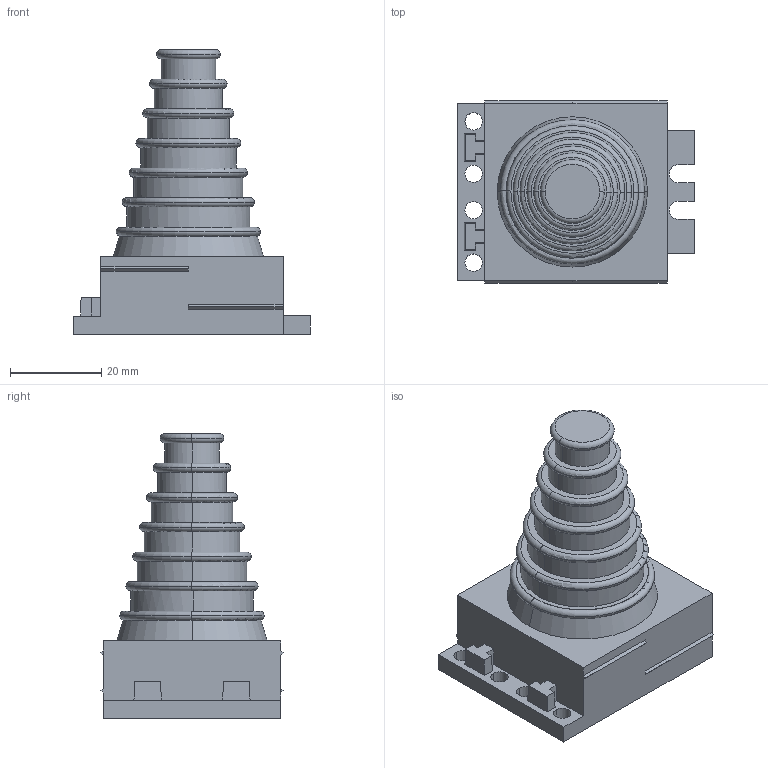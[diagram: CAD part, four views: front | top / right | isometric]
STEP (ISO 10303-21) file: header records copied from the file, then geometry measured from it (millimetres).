
FILE_DESCRIPTION(('Creo Elements/Direct Modeling STEP Export'),'2;1');
FILE_NAME('model.stp','2021-04-01T11:21:39',(''),(''),'Creo Elements/Direct Modeling STEP processor for AP214 (Solid Model)','Creo Elements/Direct Modeling 20.1D 10-Oct-2020 (C) Parametric Technology GmbH','');
FILE_SCHEMA(('AUTOMOTIVE_DESIGN { 1 0 10303 214 1 1 1 1 }'));
Length unit declared in the file: millimetre
Products named in the file (2): CES_LRC_BK-select
Assembly tree (1 placements, depth 2):
  CES_LRC_BK-select
    CES_LRC_BK-select
Bounding box: 52 x 40 x 62.5 mm (x, y, z)
Volume: 27884.2 mm3; surface area: 13527.9 mm2
Topology: 1 solids, 1 shells, 115 faces, 309 edges, 205 vertices
Faces by surface type: plane 55, torus 28, cylinder 26, cone 6
Entity records: 4267 total; most frequent: ORIENTED_EDGE 618, CARTESIAN_POINT 555, DIRECTION 538, EDGE_CURVE 309, VERTEX_POINT 205, AXIS2_PLACEMENT_3D 188, VECTOR 162, LINE 162
